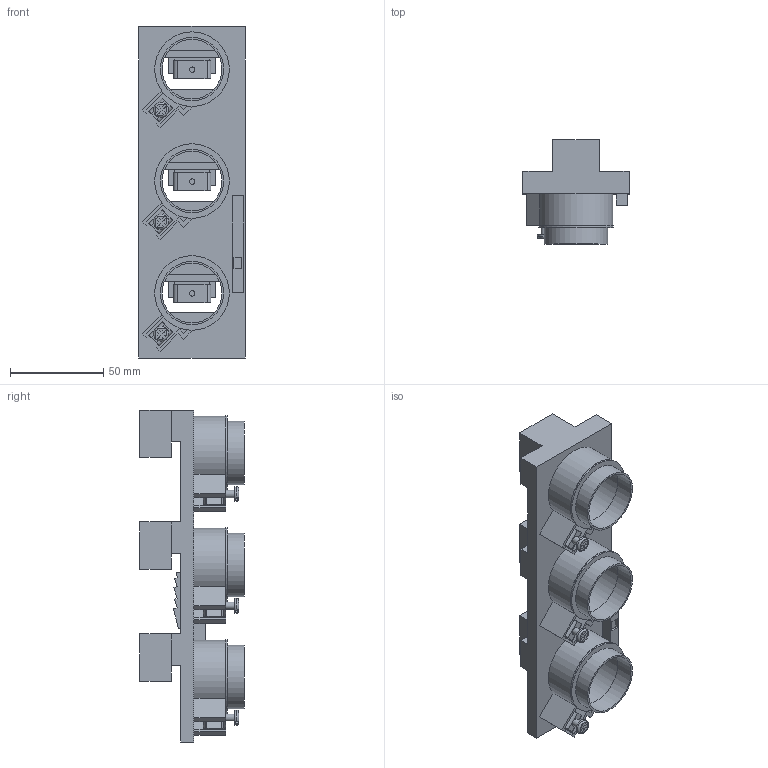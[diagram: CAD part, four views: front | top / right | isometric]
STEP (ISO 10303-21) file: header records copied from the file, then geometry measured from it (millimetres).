
FILE_DESCRIPTION(/* description */ ('STEP AP214'),/* implementation_level */ '2;1');
FILE_NAME(/* name */ '31442',/* time_stamp */ '2023-10-04T11:50:27+02:00',/* author */ ('License CC BY-ND 4.0'),/* organization */ ('CADENAS'),/* preprocessor_version */ 'ST-DEVELOPER v19.3',/* originating_system */ 'PARTsolutions',/* authorisation */ ' ');
FILE_SCHEMA (('AUTOMOTIVE_DESIGN {1 0 10303 214 3 1 1}'));
Length unit declared in the file: millimetre
Products named in the file (5): 31442; 75076000; 30414000; 71437000; 78547000
Assembly tree (10 placements, depth 2):
  31442
    75076000  x3
    30414000  x3
    71437000  x3
    78547000
Bounding box: 57 x 56 x 178 mm (x, y, z)
Volume: 125032.4 mm3; surface area: 62145.1 mm2
Topology: 10 solids, 10 shells, 327 faces, 876 edges, 578 vertices
Faces by surface type: plane 255, cylinder 66, torus 6
Full cylindrical faces by diameter (mm): 2.85 x3, 4 x6, 8 x3, 32 x3, 34 x3, 35 x3, 40 x3
Entity records: 7398 total; most frequent: CARTESIAN_POINT 1144, ORIENTED_EDGE 1076, DIRECTION 1032, EDGE_CURVE 538, LINE 448, VECTOR 448, VERTEX_POINT 360, AXIS2_PLACEMENT_3D 292
